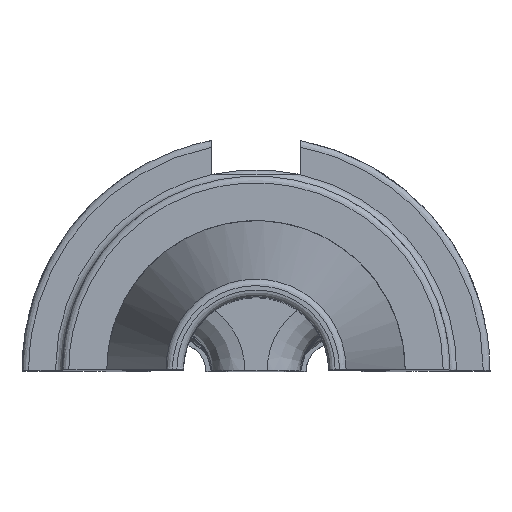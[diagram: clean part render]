
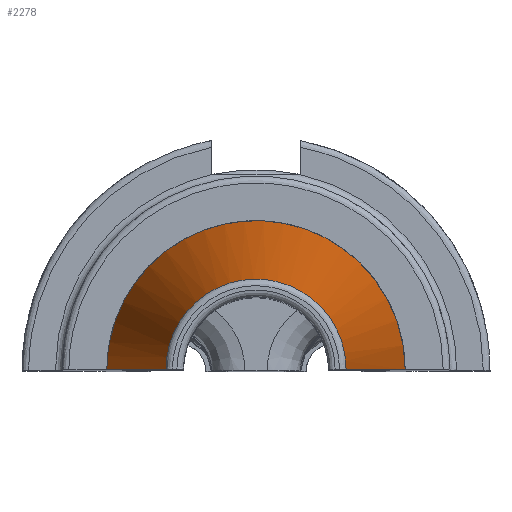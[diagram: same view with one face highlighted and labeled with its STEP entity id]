
A CAD part, top view. The second image highlights one B-rep face of the part: STEP entity #2278.
In plain terms, the highlighted free-form (B-spline) face has degree [2, 1] with [5, 2] control points.
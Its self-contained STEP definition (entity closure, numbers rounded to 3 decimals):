
#789 = VERTEX_POINT('',#790);
#790 = CARTESIAN_POINT('',(-4.914,0.,72.659));
#796 = EDGE_CURVE('',#789,#797,#799,.T.);
#797 = VERTEX_POINT('',#798);
#798 = CARTESIAN_POINT('',(-8.14,0.,52.715));
#799 = B_SPLINE_CURVE_WITH_KNOTS('',1,(#800,#801),.UNSPECIFIED.,.F.,.F.,
  (2,2),(25.304,41.917),.PIECEWISE_BEZIER_KNOTS.);
#800 = CARTESIAN_POINT('',(-4.914,0.,72.659));
#801 = CARTESIAN_POINT('',(-8.14,0.,52.715));
#1065 = VERTEX_POINT('',#1066);
#1066 = CARTESIAN_POINT('',(8.14,0.,52.715));
#1072 = EDGE_CURVE('',#1065,#1073,#1075,.T.);
#1073 = VERTEX_POINT('',#1074);
#1074 = CARTESIAN_POINT('',(4.914,0.,72.659));
#1075 = B_SPLINE_CURVE_WITH_KNOTS('',1,(#1076,#1077),.UNSPECIFIED.,.F.,
  .F.,(2,2),(-41.917,-25.304),.PIECEWISE_BEZIER_KNOTS.);
#1076 = CARTESIAN_POINT('',(8.14,0.,52.715));
#1077 = CARTESIAN_POINT('',(4.914,0.,72.659));
#1657 = EDGE_CURVE('',#1065,#797,#1658,.T.);
#1658 = ( BOUNDED_CURVE() B_SPLINE_CURVE(2,(#1659,#1660,#1661,#1662,
#1663),.UNSPECIFIED.,.F.,.F.) B_SPLINE_CURVE_WITH_KNOTS((3,2,3),(0.,
1.571,3.142),.PIECEWISE_BEZIER_KNOTS.) CURVE() 
GEOMETRIC_REPRESENTATION_ITEM() RATIONAL_B_SPLINE_CURVE((1.,
0.707,1.,0.707,1.)) REPRESENTATION_ITEM('') );
#1659 = CARTESIAN_POINT('',(8.14,0.,52.715));
#1660 = CARTESIAN_POINT('',(8.14,8.14,
    52.715));
#1661 = CARTESIAN_POINT('',(0.,8.14,
    52.715));
#1662 = CARTESIAN_POINT('',(-8.14,8.14,
    52.715));
#1663 = CARTESIAN_POINT('',(-8.14,0.,
    52.715));
#2243 = EDGE_CURVE('',#789,#1073,#2244,.T.);
#2244 = ( BOUNDED_CURVE() B_SPLINE_CURVE(2,(#2245,#2246,#2247,#2248,
#2249),.UNSPECIFIED.,.F.,.F.) B_SPLINE_CURVE_WITH_KNOTS((3,2,3),(
    3.142,4.712,6.283),
.PIECEWISE_BEZIER_KNOTS.) CURVE() GEOMETRIC_REPRESENTATION_ITEM() 
RATIONAL_B_SPLINE_CURVE((1.,0.707,1.,0.707,1.)) 
REPRESENTATION_ITEM('') );
#2245 = CARTESIAN_POINT('',(-4.914,0.,
    72.659));
#2246 = CARTESIAN_POINT('',(-4.914,4.914,
    72.659));
#2247 = CARTESIAN_POINT('',(0.,4.914,
    72.659));
#2248 = CARTESIAN_POINT('',(4.914,4.914,
    72.659));
#2249 = CARTESIAN_POINT('',(4.914,0.,
    72.659));
#2278 = ADVANCED_FACE('',(#2279),#2285,.T.);
#2279 = FACE_BOUND('',#2280,.T.);
#2280 = EDGE_LOOP('',(#2281,#2282,#2283,#2284));
#2281 = ORIENTED_EDGE('',*,*,#1072,.F.);
#2282 = ORIENTED_EDGE('',*,*,#1657,.T.);
#2283 = ORIENTED_EDGE('',*,*,#796,.F.);
#2284 = ORIENTED_EDGE('',*,*,#2243,.T.);
#2285 = ( BOUNDED_SURFACE() B_SPLINE_SURFACE(2,1,(
    (#2286,#2287)
    ,(#2288,#2289)
    ,(#2290,#2291)
    ,(#2292,#2293)
    ,(#2294,#2295
)),.UNSPECIFIED.,.F.,.F.,.F.) B_SPLINE_SURFACE_WITH_KNOTS((3,2,3),(2,2),
  (0.,1.571,3.142),(-16.966,-0.352),
.PIECEWISE_BEZIER_KNOTS.) GEOMETRIC_REPRESENTATION_ITEM() 
RATIONAL_B_SPLINE_SURFACE((
    (1.,1.)
    ,(0.707,0.707)
    ,(1.,1.)
    ,(0.707,0.707)
,(1.,1.))) REPRESENTATION_ITEM('') SURFACE() );
#2286 = CARTESIAN_POINT('',(-4.914,0.,72.659));
#2287 = CARTESIAN_POINT('',(-8.14,0.,52.715));
#2288 = CARTESIAN_POINT('',(-4.914,4.914,
    72.659));
#2289 = CARTESIAN_POINT('',(-8.14,8.14,
    52.715));
#2290 = CARTESIAN_POINT('',(0.,4.914,
    72.659));
#2291 = CARTESIAN_POINT('',(0.,8.14,
    52.715));
#2292 = CARTESIAN_POINT('',(4.914,4.914,
    72.659));
#2293 = CARTESIAN_POINT('',(8.14,8.14,
    52.715));
#2294 = CARTESIAN_POINT('',(4.914,0.,
    72.659));
#2295 = CARTESIAN_POINT('',(8.14,0.,
    52.715));
